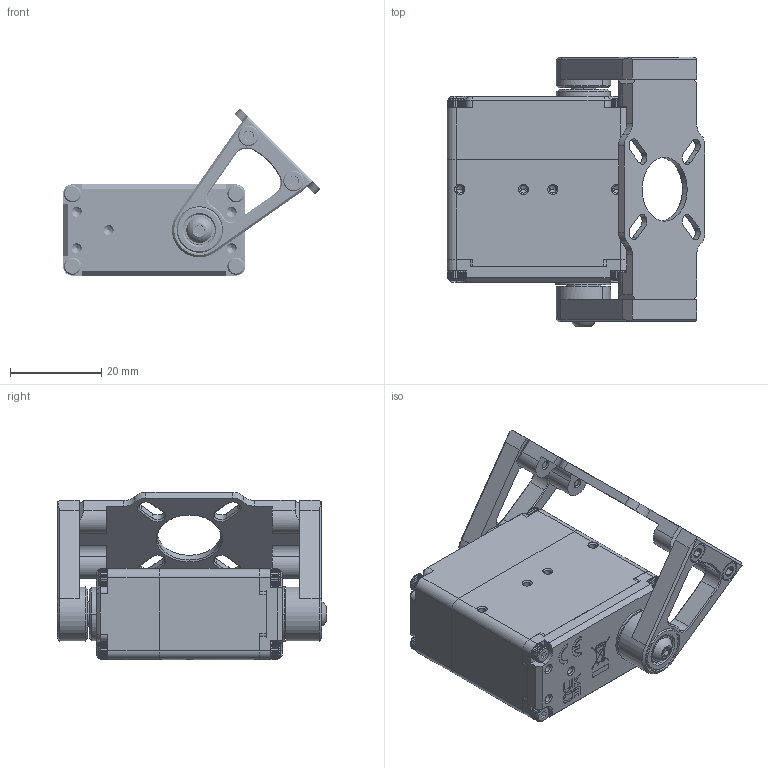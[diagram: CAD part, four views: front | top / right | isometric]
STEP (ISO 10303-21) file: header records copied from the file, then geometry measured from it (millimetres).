
FILE_DESCRIPTION((''),'2;1');
FILE_NAME('DB961WP_CENSYS_ASSY_ASM','2024-12-14T',('hyojin.kil'),(''),'CREO PARAMETRIC BY PTC INC, 2018360','CREO PARAMETRIC BY PTC INC, 2018360','');
FILE_SCHEMA(('CONFIG_CONTROL_DESIGN'));
Products named in the file (17): X700SG5F-HP_S45C_120212000907; X700SG5_S45C_120212000661_ASM; DB_MDB_B961_951_941_SERIES_ASM; DB961L-U-3P_AL6061_120101030257; DB961T-U-3P_AL6061_120101010213; DB961M-U-3P_AL6061_120101020200; HSH_M2XL6_SUS_120201000152; ARM__DRIVE; BASE__SUPPORT; ARM__SUPPORT; ARM__SUPPORT_BUSHING; SCREW__SHCS__M2_5_X_0_45__X_8__; TW_6_5X3_2_SUS_120204000048; SCREW__BUTTON_HEAD__M3_X_0_5_X_; SCREW__BUTTON_HEAD__M3_X_0_5__X; HSH_M2XL15_SUS_120201000154; DB961WP_CENSYS_ASSY_ASM
Assembly tree (26 placements, depth 4):
  DB961WP_CENSYS_ASSY_ASM
    DB_MDB_B961_951_941_SERIES_ASM
      X700SG5_S45C_120212000661_ASM
        X700SG5F-HP_S45C_120212000907
    DB961L-U-3P_AL6061_120101030257
    DB961T-U-3P_AL6061_120101010213
    DB961M-U-3P_AL6061_120101020200
    HSH_M2XL6_SUS_120201000152  x4
    ARM__DRIVE
    BASE__SUPPORT
    ARM__SUPPORT
    ARM__SUPPORT_BUSHING
    SCREW__SHCS__M2_5_X_0_45__X_8__  x4
    TW_6_5X3_2_SUS_120204000048  x2
    SCREW__BUTTON_HEAD__M3_X_0_5_X_
    SCREW__BUTTON_HEAD__M3_X_0_5__X
    HSH_M2XL15_SUS_120201000154  x4
Bounding box: 56.59 x 59.15 x 36.69 mm (x, y, z)
Volume: 36806.8 mm3; surface area: 19455.4 mm2
Topology: 24 solids, 24 shells, 3038 faces, 8394 edges, 5432 vertices
Faces by surface type: cylinder 1289, plane 1097, cone 413, bspline 100, torus 97, extrusion 40, sphere 2
Entity records: 94445 total; most frequent: CARTESIAN_POINT 32054, ORIENTED_EDGE 9506, DIRECTION 8579, PRESENTATION_STYLE_ASSIGNMENT 5331, STYLED_ITEM 5318, CURVE_STYLE 4753, EDGE_CURVE 4753, AXIS2_PLACEMENT_3D 3073
